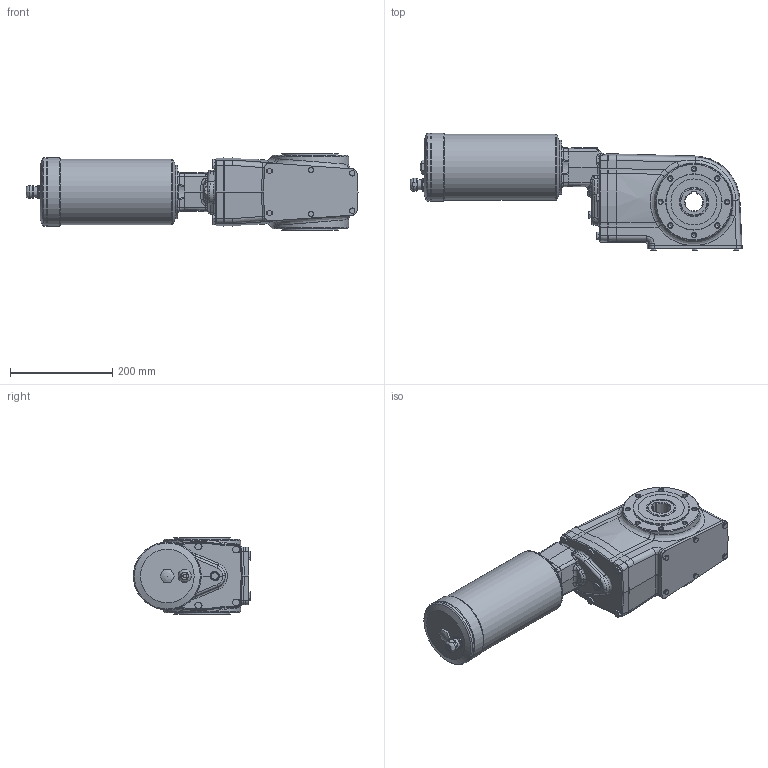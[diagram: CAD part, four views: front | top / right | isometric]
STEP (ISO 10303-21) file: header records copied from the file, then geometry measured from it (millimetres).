
FILE_DESCRIPTION( ( 'Unknown' ), '1' );
FILE_NAME( '1CAF968E3A469C068BB1DCB8915B099.3d.stp', 'Unknown', ( 'Unknown' ), ( 'Unknown' ), 'PSStep 10.1', 'Unknown', ' ' );
FILE_SCHEMA( ( 'AUTOMOTIVE_DESIGN { 1 0 10303 214 1 1 1 1 }' ) );
Length unit declared in the file: millimetre
Products named in the file (1): X63N
Bounding box: 649 x 229.7 x 150 mm (x, y, z)
Volume: 9727420.5 mm3; surface area: 405902.8 mm2
Topology: 1 solids, 9 shells, 804 faces, 1891 edges, 1164 vertices
Faces by surface type: plane 280, cylinder 195, cone 170, bspline 111, torus 41, extrusion 4, sphere 3
Full cylindrical faces by diameter (mm): 4.134 x2, 4.917 x8, 7 x5, 8 x4, 8.376 x32, 8.9 x6, 9 x4, 11.6 x6, 13 x4, 13.4 x1, 14 x5, 16.662 x1, 17 x1, 18 x1, 20 x1, 47 x1, 52 x1, 57.5 x2, 58 x2, 90 x2, 105 x1, 110 x2, 128.98 x1, 129 x2, 132.98 x2, 133 x3
Entity records: 39999 total; most frequent: CARTESIAN_POINT 17432, ORIENTED_EDGE 3174, DIRECTION 3143, EDGE_CURVE 1587, AXIS2_PLACEMENT_3D 1304, VERTEX_POINT 1086, EDGE_LOOP 1080, FACE_OUTER_BOUND 944
